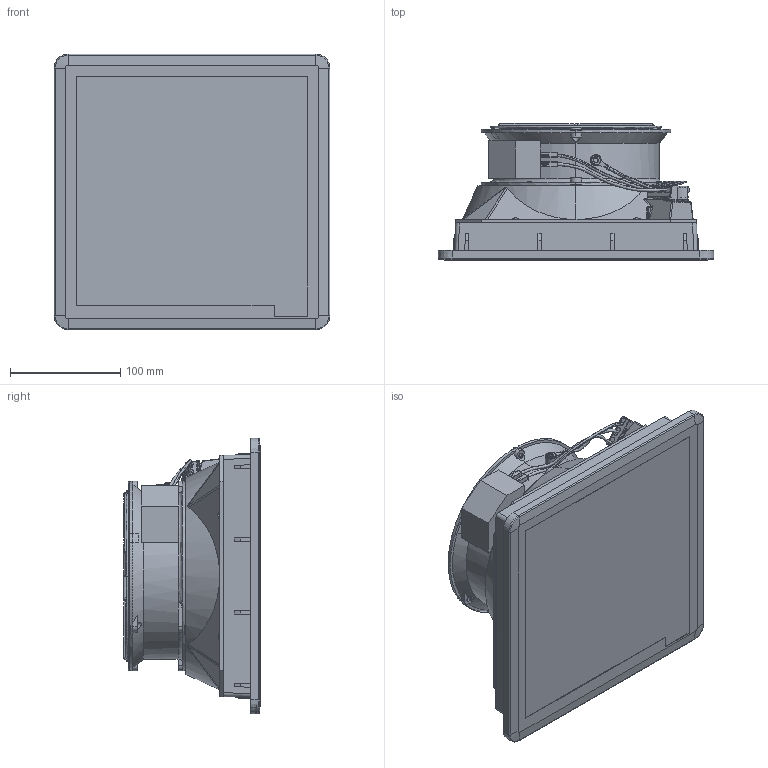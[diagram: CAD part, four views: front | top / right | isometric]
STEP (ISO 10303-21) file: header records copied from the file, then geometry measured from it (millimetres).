
FILE_DESCRIPTION (( 'STEP AP214' ), '1' );
FILE_NAME ('FF15AxxxyF (p.c.).STEP', '2022-03-02T19:09:05', ( '' ), ( '' ), 'SwSTEP 2.0', 'SolidWorks 2021', '' );
FILE_SCHEMA (( 'AUTOMOTIVE_DESIGN' ));
Length unit declared in the file: inch
Products named in the file (1): FF15AxxxyF (p.c.)
Bounding box: 250.12 x 124.22 x 250.11 mm (x, y, z)
Volume: 3880913.5 mm3; surface area: 245650.1 mm2
Topology: 21 solids, 21 shells, 1110 faces, 3022 edges, 1965 vertices
Faces by surface type: plane 589, cylinder 314, bspline 154, torus 25, cone 16, sphere 12
Entity records: 69479 total; most frequent: CARTESIAN_POINT 43270, ORIENTED_EDGE 6026, DIRECTION 4520, EDGE_CURVE 3013, VERTEX_POINT 1961, LINE 1642, VECTOR 1642, AXIS2_PLACEMENT_3D 1439
